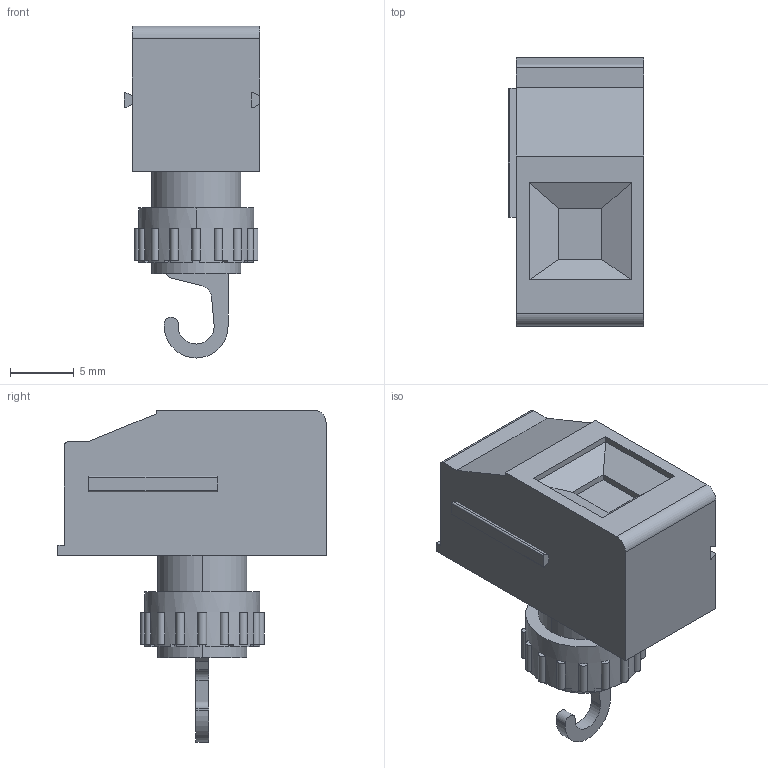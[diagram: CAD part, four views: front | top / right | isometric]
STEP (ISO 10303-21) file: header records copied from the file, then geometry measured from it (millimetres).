
FILE_DESCRIPTION(('CATIA V5 STEP Exchange','CAx-IF Rec.Pracs.--- Model Styling and Organization---1.2---2011-12-15'),'2;1');
FILE_NAME ('D1450270_0', '2018-11-30T09:48:35+00:00', ('none'), ('Weidmueller'), 'CATIA Version 5-6 Release 2014', 'CATIA V5 STEP AP214', 'none');
FILE_SCHEMA(('AUTOMOTIVE_DESIGN { 1 0 10303 214 1 1 1 1 }'));
Length unit declared in the file: millimetre
Products named in the file (1): 1250650000
Bounding box: 10.65 x 21 x 26 mm (x, y, z)
Volume: 2458.6 mm3; surface area: 1925.8 mm2
Topology: 2 solids, 2 shells, 165 faces, 444 edges, 292 vertices
Faces by surface type: plane 126, cylinder 37, cone 2
Entity records: 4904 total; most frequent: CARTESIAN_POINT 971, ORIENTED_EDGE 888, DIRECTION 648, EDGE_CURVE 444, VERTEX_POINT 292, AXIS2_PLACEMENT_3D 271, VECTOR 264, LINE 264
